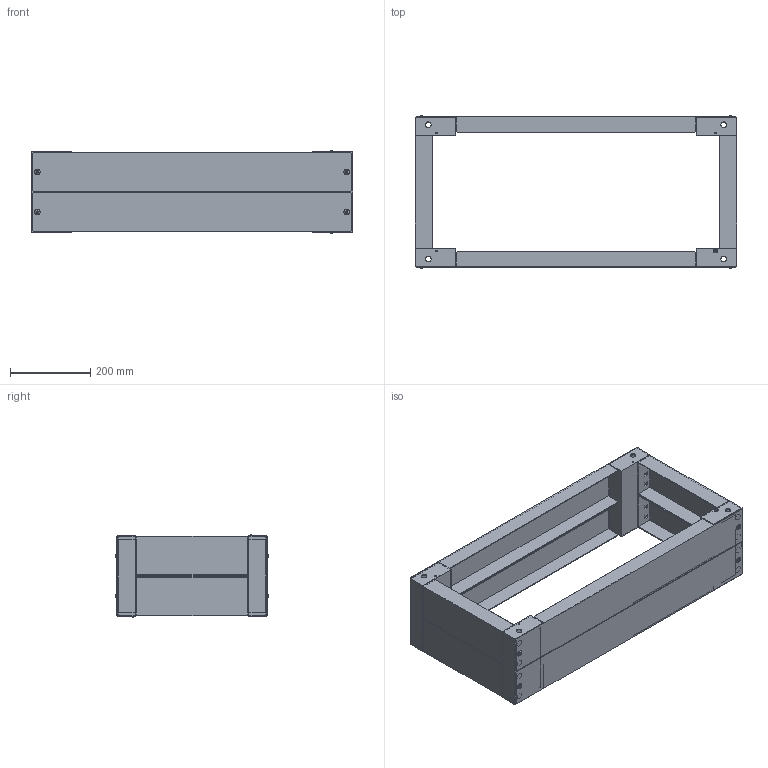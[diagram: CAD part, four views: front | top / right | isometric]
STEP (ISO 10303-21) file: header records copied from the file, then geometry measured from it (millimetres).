
FILE_DESCRIPTION (( 'STEP AP214' ), '1' );
FILE_NAME ('QTA-P020804C.STEP', '2021-06-28T19:29:05', ( '' ), ( '' ), 'SwSTEP 2.0', 'SolidWorks 2021', '' );
FILE_SCHEMA (( 'AUTOMOTIVE_DESIGN' ));
Length unit declared in the file: inch
Products named in the file (1): QTA-P020804C
Bounding box: 798 x 380.4 x 207.49 mm (x, y, z)
Volume: 1847035.2 mm3; surface area: 1883754.7 mm2
Topology: 38 solids, 38 shells, 1616 faces, 4346 edges, 2830 vertices
Faces by surface type: plane 1080, cylinder 500, bspline 18, cone 18
Full cylindrical faces by diameter (mm): 4.25 x8, 4.917 x8, 5 x2, 6 x8, 7 x16, 10 x2, 14 x16, 15.5 x16
Entity records: 73333 total; most frequent: CARTESIAN_POINT 11181, ORIENTED_EDGE 8484, DIRECTION 8026, EDGE_CURVE 4242, LINE 3304, VECTOR 3304, VERTEX_POINT 2820, AXIS2_PLACEMENT_3D 2361
